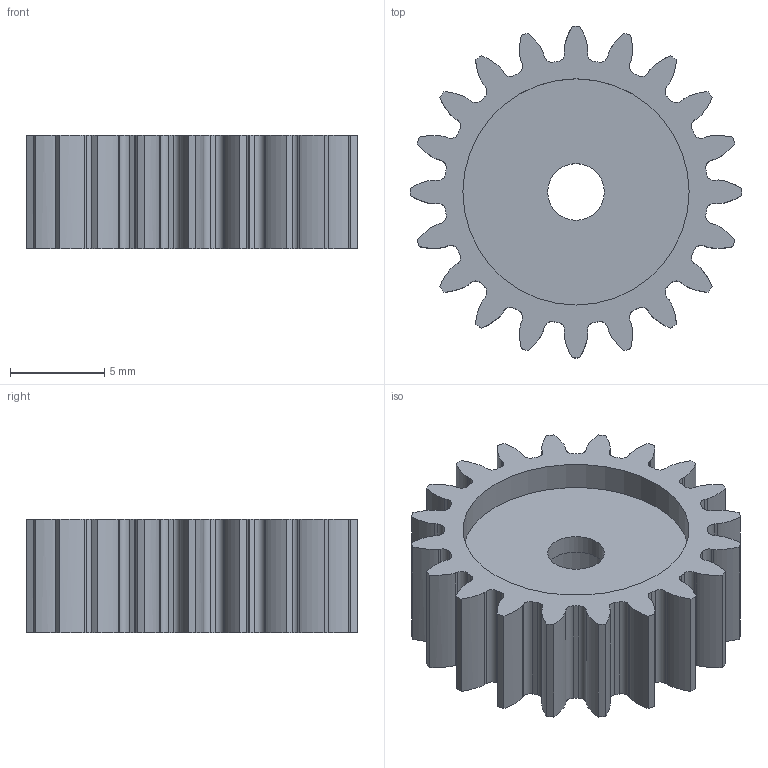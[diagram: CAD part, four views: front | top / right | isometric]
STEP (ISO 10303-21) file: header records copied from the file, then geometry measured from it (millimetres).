
FILE_DESCRIPTION(/* description */ ('Spur Gear; Module: 0.8; Num Teeth: 20; Pressure Angle: 20.0; Backlash: 0.30 mm'),/* implementation_level */ '2;1');
FILE_NAME(/* name */ 'gear_20tooth.step',/* time_stamp */ '2022-12-29T17:59:17+09:00',/* author */ (''),/* organization */ (''),/* preprocessor_version */ 'ST-DEVELOPER v19.2',/* originating_system */ 'Autodesk Translation Framework v11.17.0.187',/* authorisation */ '');
FILE_SCHEMA (('AUTOMOTIVE_DESIGN { 1 0 10303 214 3 1 1 }'));
Length unit declared in the file: millimetre
Products named in the file (1): Spur Gear (20 teeth) (1)
Bounding box: 17.6 x 17.6 x 6 mm (x, y, z)
Volume: 896.9 mm3; surface area: 1085.4 mm2
Topology: 1 solids, 1 shells, 167 faces, 489 edges, 326 vertices
Faces by surface type: cylinder 83, plane 44, bspline 40
Full cylindrical faces by diameter (mm): 3 x1, 5.3 x1, 12 x1
Entity records: 17106 total; most frequent: CARTESIAN_POINT 12863, ORIENTED_EDGE 978, DIRECTION 831, EDGE_CURVE 489, VERTEX_POINT 326, AXIS2_PLACEMENT_3D 294, LINE 243, VECTOR 243
